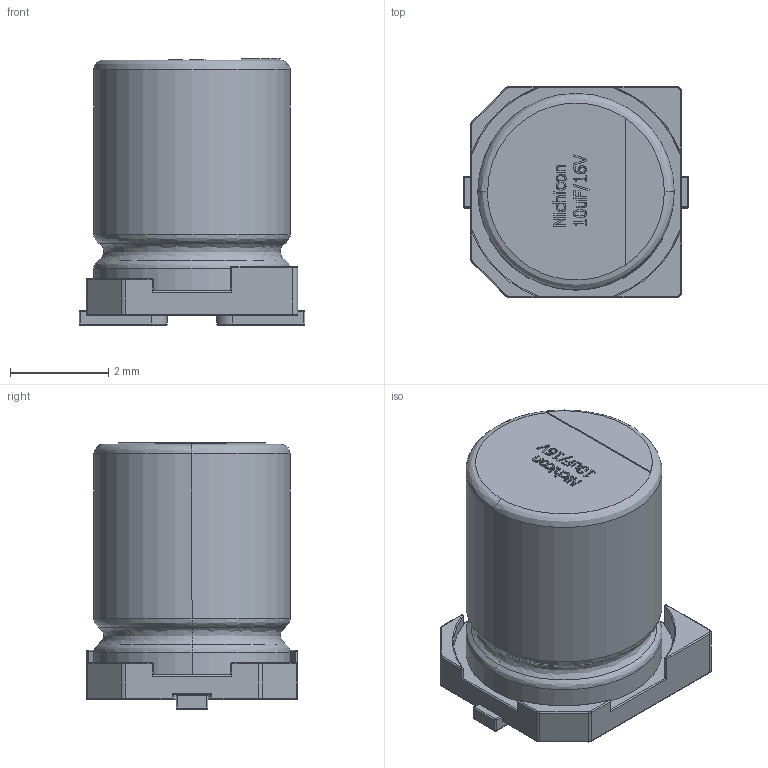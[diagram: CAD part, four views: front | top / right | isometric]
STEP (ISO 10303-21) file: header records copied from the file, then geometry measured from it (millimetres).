
FILE_DESCRIPTION (( 'STEP AP214' ), '1' );
FILE_NAME ('9D63CAB6-C951-4226-81D8-3266FFD2366E.STEP', '2024-01-27T10:27:22', ( '' ), ( '' ), 'SwSTEP 2.0', 'SolidWorks 2022', '' );
FILE_SCHEMA (( 'AUTOMOTIVE_DESIGN' ));
Length unit declared in the file: inch
Products named in the file (1): 9D63CAB6-C951-4226-81D8-3266FFD2366E
Bounding box: 4.6 x 4.3 x 5.43 mm (x, y, z)
Volume: 68.4 mm3; surface area: 114 mm2
Topology: 1 solids, 1 shells, 363 faces, 934 edges, 576 vertices
Faces by surface type: plane 153, bspline 133, cylinder 77
Entity records: 13258 total; most frequent: CARTESIAN_POINT 4099, ORIENTED_EDGE 1830, DIRECTION 1346, EDGE_CURVE 915, VERTEX_POINT 576, LINE 538, VECTOR 538, AXIS2_PLACEMENT_3D 404
